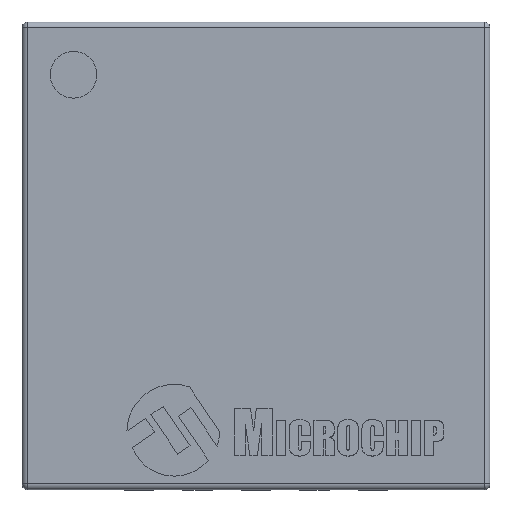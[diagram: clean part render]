
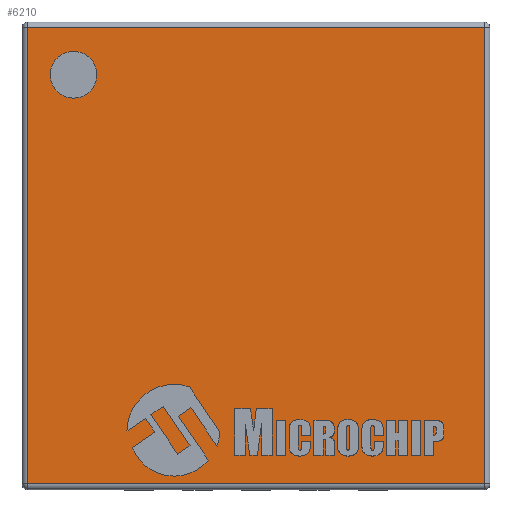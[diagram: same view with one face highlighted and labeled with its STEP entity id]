
A CAD part, top view. The second image highlights one B-rep face of the part: STEP entity #6210.
In plain terms, the highlighted planar face has unit normal (0, 0, 1).
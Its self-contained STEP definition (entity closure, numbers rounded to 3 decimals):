
#292=PLANE('',#6806);
#600=FACE_OUTER_BOUND('',#968,.T.);
#968=EDGE_LOOP('',(#4821,#4822,#4823,#4824));
#1463=LINE('',#9250,#2181);
#1464=LINE('',#9259,#2182);
#1465=LINE('',#9261,#2183);
#1466=LINE('',#9263,#2184);
#2181=VECTOR('',#7604,10.);
#2182=VECTOR('',#7619,10.);
#2183=VECTOR('',#7622,10.);
#2184=VECTOR('',#7625,10.);
#2963=VERTEX_POINT('',#9229);
#2964=VERTEX_POINT('',#9236);
#2965=VERTEX_POINT('',#9243);
#2966=VERTEX_POINT('',#9252);
#3647=EDGE_CURVE('',#2963,#2965,#1463,.T.);
#3652=EDGE_CURVE('',#2965,#2966,#1464,.T.);
#3653=EDGE_CURVE('',#2966,#2964,#1465,.T.);
#3654=EDGE_CURVE('',#2964,#2963,#1466,.T.);
#4821=ORIENTED_EDGE('',*,*,#3647,.F.);
#4822=ORIENTED_EDGE('',*,*,#3654,.F.);
#4823=ORIENTED_EDGE('',*,*,#3653,.F.);
#4824=ORIENTED_EDGE('',*,*,#3652,.F.);
#6210=ADVANCED_FACE('',(#600),#292,.T.);
#6806=AXIS2_PLACEMENT_3D('',#9265,#7628,#7629);
#7604=DIRECTION('',(0.,1.,0.));
#7619=DIRECTION('',(1.,0.,0.));
#7622=DIRECTION('',(0.,-1.,0.));
#7625=DIRECTION('',(-1.,0.,0.));
#7628=DIRECTION('center_axis',(0.,0.,1.));
#7629=DIRECTION('ref_axis',(1.,0.,0.));
#9229=CARTESIAN_POINT('',(-1.95,-1.95,0.95));
#9236=CARTESIAN_POINT('',(1.95,-1.95,0.95));
#9243=CARTESIAN_POINT('',(-1.95,1.95,0.95));
#9250=CARTESIAN_POINT('',(-1.95,1.,0.95));
#9252=CARTESIAN_POINT('',(1.95,1.95,0.95));
#9259=CARTESIAN_POINT('',(1.,1.95,0.95));
#9261=CARTESIAN_POINT('',(1.95,-1.,0.95));
#9263=CARTESIAN_POINT('',(-1.,-1.95,0.95));
#9265=CARTESIAN_POINT('Origin',(0.,0.,0.95));
